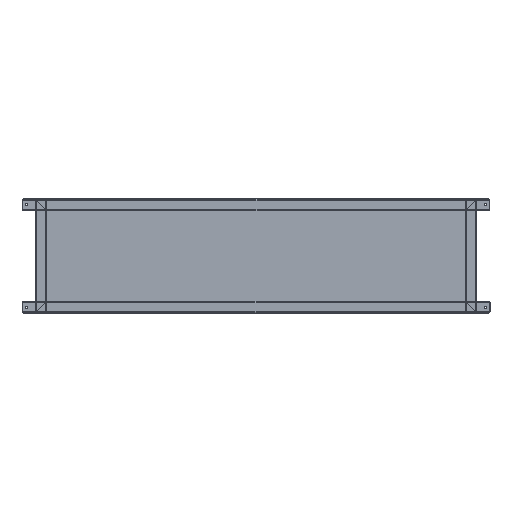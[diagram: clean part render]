
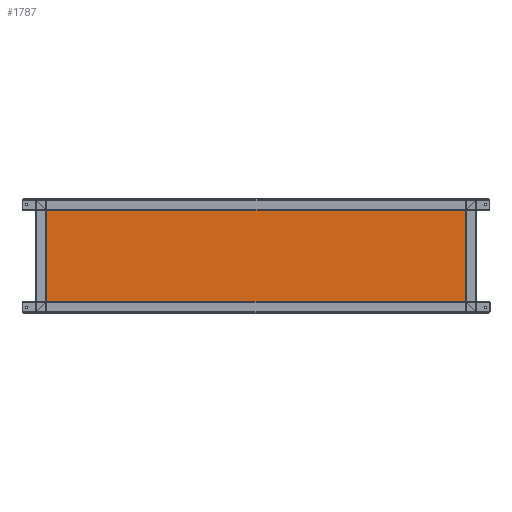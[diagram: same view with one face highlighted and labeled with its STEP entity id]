
A CAD part, front view. The second image highlights one B-rep face of the part: STEP entity #1787.
In plain terms, the highlighted planar face has unit normal (0, -1, 0).
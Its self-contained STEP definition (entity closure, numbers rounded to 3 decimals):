
#62 = CARTESIAN_POINT ( 'NONE',  ( 30., 0., -270. ) ) ;
#66 = CARTESIAN_POINT ( 'NONE',  ( 0., 0., -270. ) ) ;
#77 = LINE ( 'NONE', #3939, #3131 ) ;
#218 = LINE ( 'NONE', #4451, #1624 ) ;
#231 = FACE_OUTER_BOUND ( 'NONE', #4377, .T. ) ;
#308 = EDGE_CURVE ( 'NONE', #2809, #2486, #3653, .T. ) ;
#354 = EDGE_CURVE ( 'NONE', #1408, #2601, #1102, .T. ) ;
#428 = LINE ( 'NONE', #4231, #3258 ) ;
#436 = CARTESIAN_POINT ( 'NONE',  ( 1160., 0., -270. ) ) ;
#477 = CARTESIAN_POINT ( 'NONE',  ( 0., 0., -30. ) ) ;
#565 = DIRECTION ( 'NONE',  ( -1., 0., 0. ) ) ;
#616 = CARTESIAN_POINT ( 'NONE',  ( 1130., 0., -270. ) ) ;
#637 = CARTESIAN_POINT ( 'NONE',  ( 30., 0., -300. ) ) ;
#641 = ORIENTED_EDGE ( 'NONE', *, *, #3404, .F. ) ;
#752 = DIRECTION ( 'NONE',  ( 1., 0., 0. ) ) ;
#774 = ORIENTED_EDGE ( 'NONE', *, *, #308, .F. ) ;
#911 = EDGE_CURVE ( 'NONE', #4294, #1408, #3098, .T. ) ;
#996 = VECTOR ( 'NONE', #565, 1000. ) ;
#1013 = PLANE ( 'NONE',  #4356 ) ;
#1082 = CARTESIAN_POINT ( 'NONE',  ( 1130., 0., -270. ) ) ;
#1102 = LINE ( 'NONE', #1706, #4575 ) ;
#1108 = VERTEX_POINT ( 'NONE', #1082 ) ;
#1219 = LINE ( 'NONE', #1890, #2101 ) ;
#1341 = LINE ( 'NONE', #4443, #2163 ) ;
#1408 = VERTEX_POINT ( 'NONE', #2376 ) ;
#1454 = ORIENTED_EDGE ( 'NONE', *, *, #2910, .F. ) ;
#1488 = ORIENTED_EDGE ( 'NONE', *, *, #2438, .F. ) ;
#1518 = VERTEX_POINT ( 'NONE', #3514 ) ;
#1603 = DIRECTION ( 'NONE',  ( 0., 0., 1. ) ) ;
#1624 = VECTOR ( 'NONE', #752, 1000. ) ;
#1706 = CARTESIAN_POINT ( 'NONE',  ( 30., 0., 0. ) ) ;
#1743 = ORIENTED_EDGE ( 'NONE', *, *, #3075, .F. ) ;
#1787 = ADVANCED_FACE ( 'NONE', ( #231 ), #1013, .T. ) ;
#1890 = CARTESIAN_POINT ( 'NONE',  ( 1130., 0., -270. ) ) ;
#1905 = ORIENTED_EDGE ( 'NONE', *, *, #2950, .F. ) ;
#1919 = VERTEX_POINT ( 'NONE', #1935 ) ;
#1923 = EDGE_CURVE ( 'NONE', #3414, #2809, #4060, .T. ) ;
#1935 = CARTESIAN_POINT ( 'NONE',  ( 1130., 0., -300. ) ) ;
#1977 = ORIENTED_EDGE ( 'NONE', *, *, #2061, .F. ) ;
#2019 = CARTESIAN_POINT ( 'NONE',  ( 30., 0., -300. ) ) ;
#2040 = DIRECTION ( 'NONE',  ( -1., 0., 0. ) ) ;
#2061 = EDGE_CURVE ( 'NONE', #1919, #4706, #3877, .T. ) ;
#2101 = VECTOR ( 'NONE', #2624, 1000. ) ;
#2109 = DIRECTION ( 'NONE',  ( 0., 0., -1. ) ) ;
#2163 = VECTOR ( 'NONE', #3011, 1000. ) ;
#2222 = CARTESIAN_POINT ( 'NONE',  ( 30., 0., -30. ) ) ;
#2281 = VECTOR ( 'NONE', #4450, 1000. ) ;
#2376 = CARTESIAN_POINT ( 'NONE',  ( 30., 0., 0. ) ) ;
#2393 = DIRECTION ( 'NONE',  ( 1., 0., 0. ) ) ;
#2438 = EDGE_CURVE ( 'NONE', #3023, #1108, #3895, .T. ) ;
#2486 = VERTEX_POINT ( 'NONE', #4437 ) ;
#2494 = DIRECTION ( 'NONE',  ( -1., 0., 0. ) ) ;
#2555 = DIRECTION ( 'NONE',  ( 0., -1., 0. ) ) ;
#2601 = VERTEX_POINT ( 'NONE', #2943 ) ;
#2624 = DIRECTION ( 'NONE',  ( 0., 0., -1. ) ) ;
#2721 = CARTESIAN_POINT ( 'NONE',  ( 0., 0., -270. ) ) ;
#2809 = VERTEX_POINT ( 'NONE', #66 ) ;
#2872 = ORIENTED_EDGE ( 'NONE', *, *, #354, .F. ) ;
#2910 = EDGE_CURVE ( 'NONE', #4706, #3414, #1341, .T. ) ;
#2918 = VECTOR ( 'NONE', #2040, 1000. ) ;
#2939 = DIRECTION ( 'NONE',  ( 0., 0., -1. ) ) ;
#2943 = CARTESIAN_POINT ( 'NONE',  ( 1130., 0., 0. ) ) ;
#2950 = EDGE_CURVE ( 'NONE', #1108, #1919, #1219, .T. ) ;
#2988 = VERTEX_POINT ( 'NONE', #4533 ) ;
#3011 = DIRECTION ( 'NONE',  ( 0., 0., 1. ) ) ;
#3023 = VERTEX_POINT ( 'NONE', #436 ) ;
#3075 = EDGE_CURVE ( 'NONE', #2486, #4294, #4010, .T. ) ;
#3098 = LINE ( 'NONE', #3714, #2281 ) ;
#3131 = VECTOR ( 'NONE', #2109, 1000. ) ;
#3140 = EDGE_CURVE ( 'NONE', #1518, #3023, #428, .T. ) ;
#3258 = VECTOR ( 'NONE', #4621, 1000. ) ;
#3311 = CARTESIAN_POINT ( 'NONE',  ( 0., 0., 0. ) ) ;
#3404 = EDGE_CURVE ( 'NONE', #2988, #1518, #218, .T. ) ;
#3414 = VERTEX_POINT ( 'NONE', #62 ) ;
#3434 = VECTOR ( 'NONE', #2494, 1000. ) ;
#3448 = DIRECTION ( 'NONE',  ( 1., 0., 0. ) ) ;
#3514 = CARTESIAN_POINT ( 'NONE',  ( 1160., 0., -30. ) ) ;
#3526 = ORIENTED_EDGE ( 'NONE', *, *, #3140, .F. ) ;
#3548 = ORIENTED_EDGE ( 'NONE', *, *, #1923, .F. ) ;
#3653 = LINE ( 'NONE', #477, #3703 ) ;
#3703 = VECTOR ( 'NONE', #1603, 1000. ) ;
#3714 = CARTESIAN_POINT ( 'NONE',  ( 30., 0., 0. ) ) ;
#3877 = LINE ( 'NONE', #2019, #2918 ) ;
#3895 = LINE ( 'NONE', #616, #3434 ) ;
#3939 = CARTESIAN_POINT ( 'NONE',  ( 1130., 0., 0. ) ) ;
#4010 = LINE ( 'NONE', #4550, #4227 ) ;
#4060 = LINE ( 'NONE', #2721, #996 ) ;
#4227 = VECTOR ( 'NONE', #3448, 1000. ) ;
#4231 = CARTESIAN_POINT ( 'NONE',  ( 1160., 0., -30. ) ) ;
#4294 = VERTEX_POINT ( 'NONE', #2222 ) ;
#4356 = AXIS2_PLACEMENT_3D ( 'NONE', #3311, #2555, #2939 ) ;
#4377 = EDGE_LOOP ( 'NONE', ( #4435, #1743, #774, #3548, #1454, #1977, #1905, #1488, #3526, #641, #4721, #2872 ) ) ;
#4435 = ORIENTED_EDGE ( 'NONE', *, *, #911, .F. ) ;
#4437 = CARTESIAN_POINT ( 'NONE',  ( 0., 0., -30. ) ) ;
#4443 = CARTESIAN_POINT ( 'NONE',  ( 30., 0., -270. ) ) ;
#4450 = DIRECTION ( 'NONE',  ( 0., 0., 1. ) ) ;
#4451 = CARTESIAN_POINT ( 'NONE',  ( 1130., 0., -30. ) ) ;
#4533 = CARTESIAN_POINT ( 'NONE',  ( 1130., 0., -30. ) ) ;
#4550 = CARTESIAN_POINT ( 'NONE',  ( 0., 0., -30. ) ) ;
#4575 = VECTOR ( 'NONE', #2393, 1000. ) ;
#4621 = DIRECTION ( 'NONE',  ( 0., 0., -1. ) ) ;
#4704 = EDGE_CURVE ( 'NONE', #2601, #2988, #77, .T. ) ;
#4706 = VERTEX_POINT ( 'NONE', #637 ) ;
#4721 = ORIENTED_EDGE ( 'NONE', *, *, #4704, .F. ) ;
